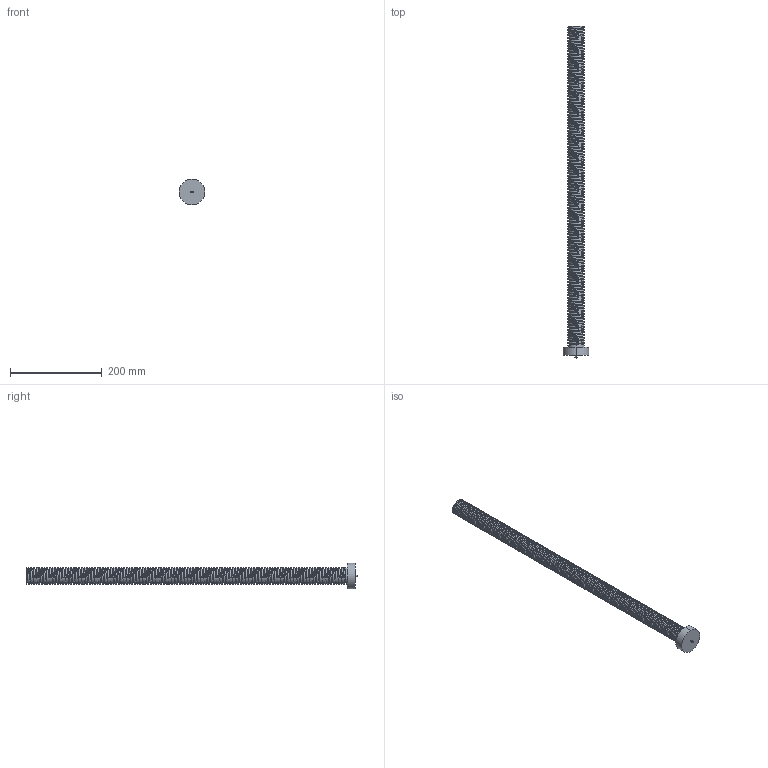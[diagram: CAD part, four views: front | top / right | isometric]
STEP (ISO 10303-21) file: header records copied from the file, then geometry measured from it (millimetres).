
FILE_DESCRIPTION (( 'STEP AP203' ), '1' );
FILE_NAME ('0.7m_screw_Default_sldprt.STEP', '2024-10-14T13:32:10', ( '' ), ( '' ), 'SwSTEP 2.0', 'SolidWorks 2024', '' );
FILE_SCHEMA (( 'CONFIG_CONTROL_DESIGN' ));
Length unit declared in the file: millimetre
Products named in the file (1): 0.7m_screw_Default_sldprt
Bounding box: 56 x 723.8 x 56 mm (x, y, z)
Volume: 659805 mm3; surface area: 108617.5 mm2
Topology: 1 solids, 1 shells, 222 faces, 652 edges, 434 vertices
Faces by surface type: cylinder 206, plane 13, bspline 3
Entity records: 26925 total; most frequent: CARTESIAN_POINT 22147, ORIENTED_EDGE 1304, DIRECTION 703, EDGE_CURVE 652, VERTEX_POINT 434, AXIS2_PLACEMENT_3D 237, LINE 229, VECTOR 229
